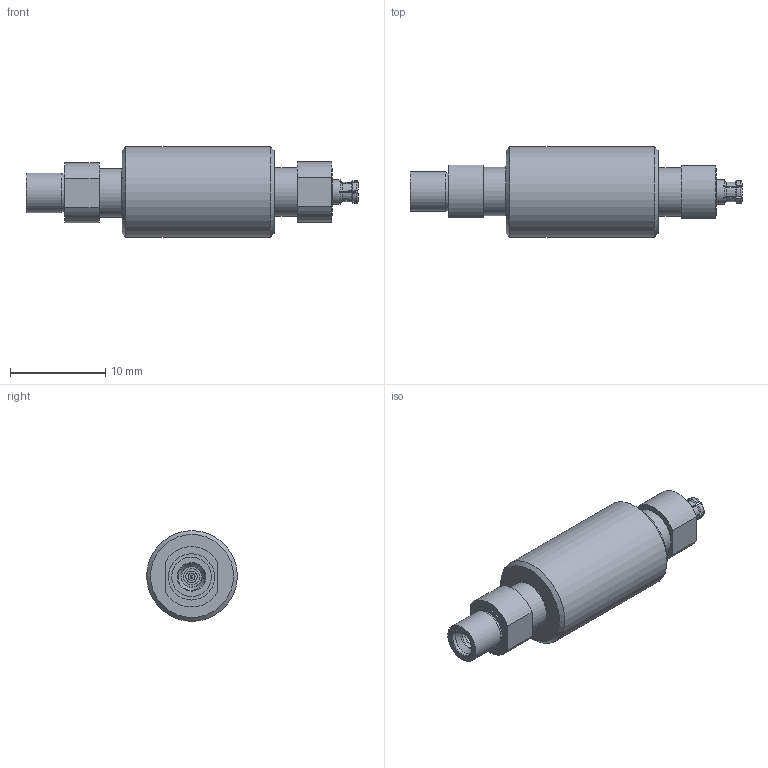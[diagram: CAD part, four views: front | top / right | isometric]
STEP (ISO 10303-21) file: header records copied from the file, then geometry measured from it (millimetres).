
FILE_DESCRIPTION(/* description */ (''),/* implementation_level */ '2;1');
FILE_NAME(/* name */ 'cr110_filter_002MF_MSMP.step',/* time_stamp */ '2023-04-27T21:56:24-04:00',/* author */ (''),/* organization */ (''),/* preprocessor_version */ 'ST-DEVELOPER v19.2',/* originating_system */ 'Autodesk Translation Framework v12.4.0.73',/* authorisation */ '');
FILE_SCHEMA (('AUTOMOTIVE_DESIGN { 1 0 10303 214 3 1 1 }'));
Length unit declared in the file: millimetre
Products named in the file (6): cr110_filter_malefemale_002MF-MSMP; BD11ACS01A; SMA7471B1-2T-50; SMA7910-3; LW-102X65X05; HN8-1X4-36X16
Assembly tree (6 placements, depth 2):
  cr110_filter_malefemale_002MF-MSMP
    BD11ACS01A
    SMA7471B1-2T-50  x2
    SMA7910-3
    LW-102X65X05
    HN8-1X4-36X16
Bounding box: 34.9 x 9.53 x 9.53 mm (x, y, z)
Volume: 1499.3 mm3; surface area: 1088.1 mm2
Topology: 4 solids, 4 shells, 161 faces, 402 edges, 260 vertices
Faces by surface type: cone 66, plane 59, cylinder 22, torus 13, bspline 1
Full cylindrical faces by diameter (mm): 0.297 x1, 0.368 x1, 0.737 x1, 0.762 x1, 1.219 x1, 1.702 x1, 1.753 x1, 2.141 x1, 2.21 x1, 2.565 x1, 2.845 x1, 3.99 x1, 4.166 x1, 4.864 x2, 5.08 x2, 9.525 x1
Entity records: 5342 total; most frequent: CARTESIAN_POINT 1352, DIRECTION 876, ORIENTED_EDGE 802, EDGE_CURVE 401, AXIS2_PLACEMENT_3D 395, VERTEX_POINT 260, EDGE_LOOP 173, CIRCLE 163
